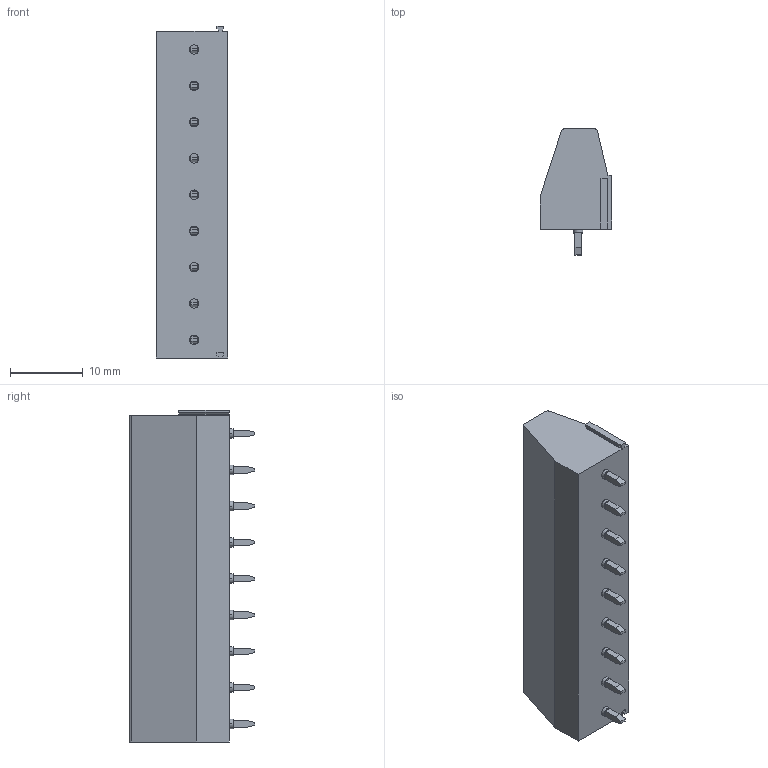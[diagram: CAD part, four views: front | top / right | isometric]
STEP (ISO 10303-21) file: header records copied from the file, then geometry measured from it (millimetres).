
FILE_DESCRIPTION(('STEP AP203'),'1');
FILE_NAME('1715718.stp','2020-10-23T10:11:21',('TraceParts'),('TraceParts S.A.'),'Spatial InterOp 3D',' ',' ');
FILE_SCHEMA(('CONFIG_CONTROL_DESIGN'));
Length unit declared in the file: millimetre
Products named in the file (1): 1
Bounding box: 9.8 x 17.3 x 45.74 mm (x, y, z)
Volume: 4777.6 mm3; surface area: 2920 mm2
Topology: 1 solids, 1 shells, 300 faces, 747 edges, 498 vertices
Faces by surface type: plane 222, cylinder 78
Entity records: 8967 total; most frequent: CARTESIAN_POINT 1546, DIRECTION 1541, ORIENTED_EDGE 1494, EDGE_CURVE 747, LINE 555, VECTOR 555, VERTEX_POINT 498, AXIS2_PLACEMENT_3D 493
